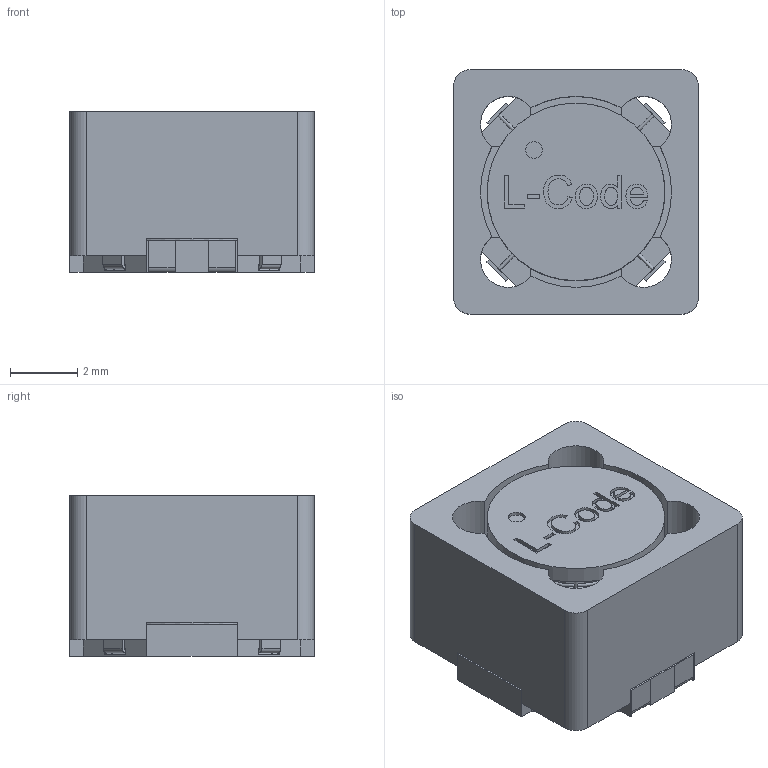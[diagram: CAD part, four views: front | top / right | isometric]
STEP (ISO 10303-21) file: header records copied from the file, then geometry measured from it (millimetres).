
FILE_DESCRIPTION(/* description */ ('Unknown'),/* implementation_level */ '2;1');
FILE_NAME(/* name */ '744877xxx',/* time_stamp */ '2021-10-27T09:43:22+02:00',/* author */ ('Unknown'),/* organization */ ('Unknown'),/* preprocessor_version */ 'ST-DEVELOPER v16.7',/* originating_system */ 'Solid Edge',/* authorisation */ 'Unknown');
FILE_SCHEMA (('AUTOMOTIVE_DESIGN {1 0 10303 214 3 1 1}'));
Length unit declared in the file: millimetre
Products named in the file (5): 744877xxx; Kern; Deckel; Pin; Pin_2
Assembly tree (6 placements, depth 2):
  744877xxx
    Kern
    Deckel
    Pin  x2
    Pin_2  x2
Bounding box: 7.3 x 7.3 x 4.8 mm (x, y, z)
Volume: 163.4 mm3; surface area: 637 mm2
Topology: 8 solids, 8 shells, 310 faces, 827 edges, 540 vertices
Faces by surface type: plane 211, cylinder 72, bspline 27
Full cylindrical faces by diameter (mm): 0.5 x1, 2.75 x1, 5.3 x2
Entity records: 15336 total; most frequent: CARTESIAN_POINT 7548, ORIENTED_EDGE 1338, DIRECTION 1190, EDGE_CURVE 669, LINE 476, VECTOR 476, VERTEX_POINT 451, AXIS2_PLACEMENT_3D 357
